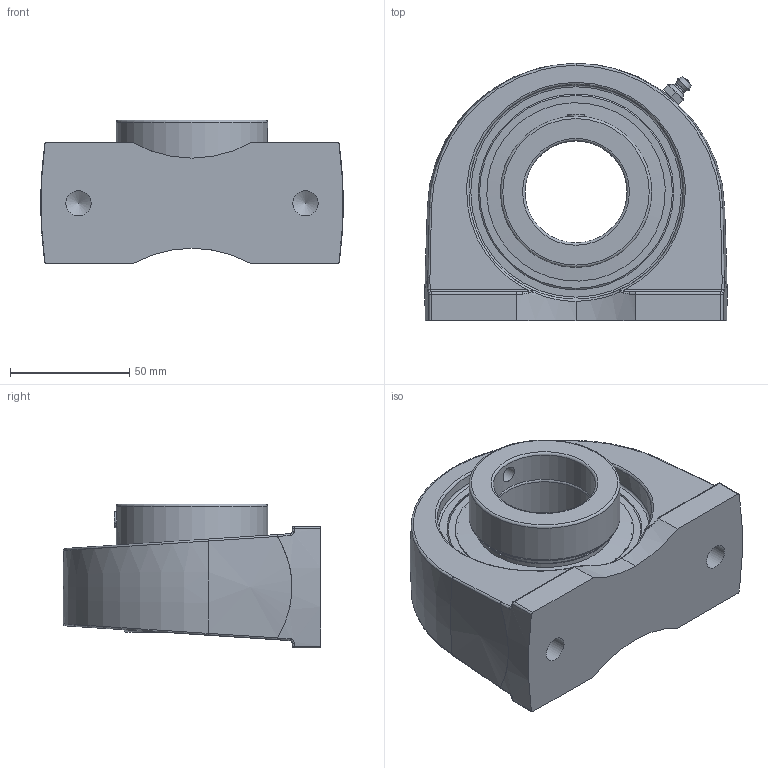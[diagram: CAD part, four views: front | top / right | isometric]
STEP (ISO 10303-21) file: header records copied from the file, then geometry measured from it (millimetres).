
FILE_DESCRIPTION(('HOOPS Exchange Step'),'2;1');
FILE_NAME('export-77298F41-F894-42A3-9F42-A18C627A6F03.stp','2019-12-13T15:34:50-08:00',('ibuslach'),('Alibre'),'HOOPS Exchange 2019.2','Alibre','Unknown authorisation');
FILE_SCHEMA( ('AP242_MANAGED_MODEL_BASED_3D_ENGINEERING_MIM_LF {1 0 10303 442 1 1 4 }') );
Length unit declared in the file: centimetre
Products named in the file (8): MRN SPA 209; UCP ZERK 6mm; SNC 209-27 COLLAR; SNC 209-27 RACES; SNC 209 SHIELD; SNC 207 SS; MRN SNC 209-27; MRN SNCPA 209-27
Assembly tree (8 placements, depth 3):
  MRN SNCPA 209-27
    MRN SPA 209
    UCP ZERK 6mm
    MRN SNC 209-27
      SNC 209-27 COLLAR
      SNC 209-27 RACES
      SNC 209 SHIELD  x2
      SNC 207 SS
Bounding box: 126.96 x 108 x 60.39 mm (x, y, z)
Volume: 336447.1 mm3; surface area: 90339.3 mm2
Topology: 8 solids, 8 shells, 217 faces, 545 edges, 334 vertices
Faces by surface type: cylinder 58, plane 50, bspline 38, torus 28, cone 22, sphere 21
Full cylindrical faces by diameter (mm): 2.26 x2, 6 x2, 6.782 x3, 10.592 x2, 42.862 x2, 50.292 x2, 57.15 x4, 57.912 x2, 63.5 x1, 71.381 x2, 74.93 x2, 90.104 x2
Entity records: 13971 total; most frequent: CARTESIAN_POINT 8873, DIRECTION 1059, ORIENTED_EDGE 1020, EDGE_CURVE 510, AXIS2_PLACEMENT_3D 463, VERTEX_POINT 320, CIRCLE 253, EDGE_LOOP 234
